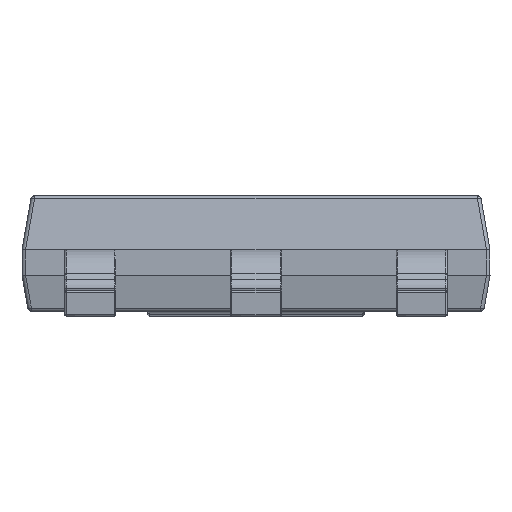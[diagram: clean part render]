
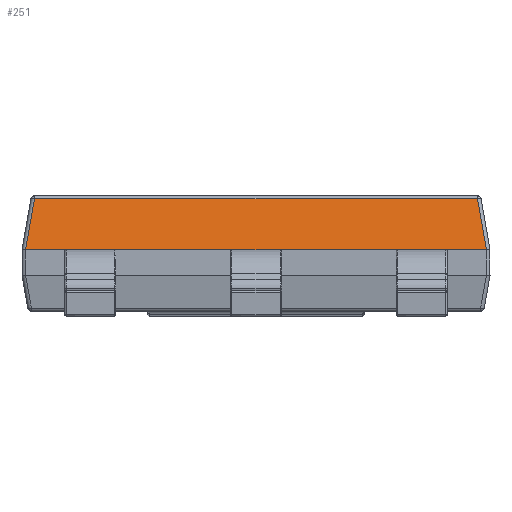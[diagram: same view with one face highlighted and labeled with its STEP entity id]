
A CAD part, left-side view. The second image highlights one B-rep face of the part: STEP entity #251.
In plain terms, the highlighted face is planar.
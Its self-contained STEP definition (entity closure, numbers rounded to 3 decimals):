
#251 = ADVANCED_FACE ( 'NONE', ( #8390 ), #14174, .T. ) ;
#779 = VERTEX_POINT ( 'NONE', #16457 ) ;
#2344 = EDGE_LOOP ( 'NONE', ( #10069, #17095, #12801, #12810 ) ) ;
#2699 = CARTESIAN_POINT ( 'NONE',  ( -3.2, -1.75, 0.9 ) ) ;
#4172 = EDGE_CURVE ( 'NONE', #7996, #4790, #5644, .T. ) ;
#4790 = VERTEX_POINT ( 'NONE', #2699 ) ;
#4863 = CARTESIAN_POINT ( 'NONE',  ( -3.076, -1.625, 1.609 ) ) ;
#4966 = DIRECTION ( 'NONE',  ( 0., -0.174, -0.985 ) ) ;
#5230 = VECTOR ( 'NONE', #7451, 1000. ) ;
#5278 = DIRECTION ( 'NONE',  ( -1., 0., 0. ) ) ;
#5515 = EDGE_CURVE ( 'NONE', #4790, #15343, #8546, .T. ) ;
#5644 = LINE ( 'NONE', #7760, #5230 ) ;
#5720 = EDGE_CURVE ( 'NONE', #779, #7996, #15417, .T. ) ;
#5915 = VECTOR ( 'NONE', #17127, 1000. ) ;
#6252 = CARTESIAN_POINT ( 'NONE',  ( 0., -1.625, 1.609 ) ) ;
#6681 = DIRECTION ( 'NONE',  ( 1., 0., 0. ) ) ;
#6913 = CARTESIAN_POINT ( 'NONE',  ( -3.25, -1.75, 0.9 ) ) ;
#7451 = DIRECTION ( 'NONE',  ( -0.171, -0.171, -0.97 ) ) ;
#7760 = CARTESIAN_POINT ( 'NONE',  ( -3.076, -1.625, 1.609 ) ) ;
#7996 = VERTEX_POINT ( 'NONE', #4863 ) ;
#8150 = VECTOR ( 'NONE', #6681, 1000. ) ;
#8390 = FACE_OUTER_BOUND ( 'NONE', #2344, .T. ) ;
#8546 = LINE ( 'NONE', #6913, #8150 ) ;
#8894 = EDGE_CURVE ( 'NONE', #15343, #779, #16223, .T. ) ;
#9703 = CARTESIAN_POINT ( 'NONE',  ( 3.2, -1.75, 0.9 ) ) ;
#10069 = ORIENTED_EDGE ( 'NONE', *, *, #4172, .T. ) ;
#11897 = VECTOR ( 'NONE', #5278, 1000. ) ;
#12801 = ORIENTED_EDGE ( 'NONE', *, *, #8894, .T. ) ;
#12810 = ORIENTED_EDGE ( 'NONE', *, *, #5720, .T. ) ;
#13994 = DIRECTION ( 'NONE',  ( 0., -0.985, 0.174 ) ) ;
#14174 = PLANE ( 'NONE',  #14864 ) ;
#14255 = CARTESIAN_POINT ( 'NONE',  ( 0., -1.618, 1.65 ) ) ;
#14864 = AXIS2_PLACEMENT_3D ( 'NONE', #14255, #13994, #4966 ) ;
#15343 = VERTEX_POINT ( 'NONE', #9703 ) ;
#15417 = LINE ( 'NONE', #6252, #11897 ) ;
#16223 = LINE ( 'NONE', #17016, #5915 ) ;
#16457 = CARTESIAN_POINT ( 'NONE',  ( 3.076, -1.625, 1.609 ) ) ;
#17016 = CARTESIAN_POINT ( 'NONE',  ( 3.2, -1.75, 0.9 ) ) ;
#17095 = ORIENTED_EDGE ( 'NONE', *, *, #5515, .T. ) ;
#17127 = DIRECTION ( 'NONE',  ( -0.171, 0.171, 0.97 ) ) ;
